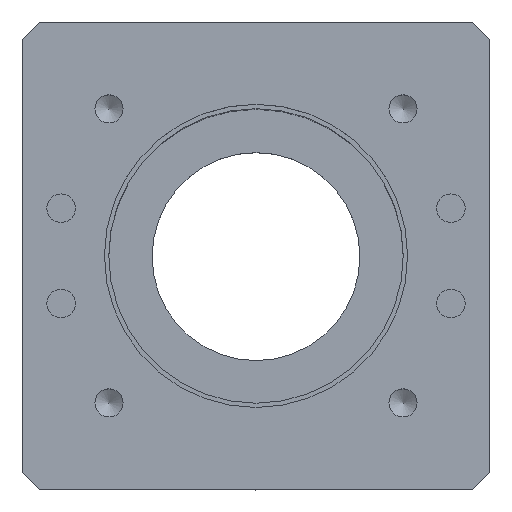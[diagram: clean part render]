
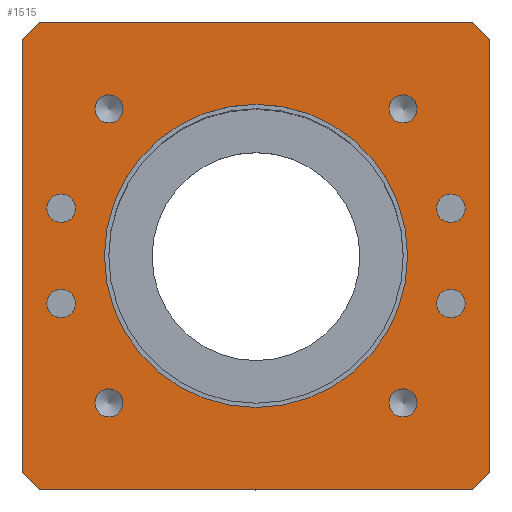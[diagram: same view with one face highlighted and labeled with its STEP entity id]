
A CAD part, top view. The second image highlights one B-rep face of the part: STEP entity #1515.
In plain terms, the highlighted planar face has unit normal (0, 0, 1).
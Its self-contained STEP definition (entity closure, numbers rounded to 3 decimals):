
#26=FACE_BOUND('',#285,.T.);
#27=FACE_BOUND('',#286,.T.);
#28=FACE_BOUND('',#287,.T.);
#29=FACE_BOUND('',#288,.T.);
#30=FACE_BOUND('',#289,.T.);
#31=FACE_BOUND('',#290,.T.);
#32=FACE_BOUND('',#291,.T.);
#33=FACE_BOUND('',#292,.T.);
#34=FACE_BOUND('',#293,.T.);
#100=PLANE('',#1680);
#186=FACE_OUTER_BOUND('',#284,.T.);
#284=EDGE_LOOP('',(#1325,#1326,#1327,#1328,#1329,#1330,#1331,#1332));
#285=EDGE_LOOP('',(#1333));
#286=EDGE_LOOP('',(#1334));
#287=EDGE_LOOP('',(#1335));
#288=EDGE_LOOP('',(#1336));
#289=EDGE_LOOP('',(#1337,#1338));
#290=EDGE_LOOP('',(#1339,#1340));
#291=EDGE_LOOP('',(#1341,#1342));
#292=EDGE_LOOP('',(#1343,#1344));
#293=EDGE_LOOP('',(#1345));
#411=LINE('',#2471,#552);
#417=LINE('',#2485,#558);
#420=LINE('',#2491,#561);
#424=LINE('',#2502,#565);
#430=LINE('',#2515,#571);
#433=LINE('',#2521,#574);
#437=LINE('',#2529,#578);
#438=LINE('',#2531,#579);
#552=VECTOR('',#2035,10.);
#558=VECTOR('',#2047,10.);
#561=VECTOR('',#2052,10.);
#565=VECTOR('',#2062,10.);
#571=VECTOR('',#2074,10.);
#574=VECTOR('',#2079,10.);
#578=VECTOR('',#2089,10.);
#579=VECTOR('',#2092,10.);
#598=CIRCLE('',#1549,1.65);
#600=CIRCLE('',#1553,1.65);
#602=CIRCLE('',#1557,1.65);
#604=CIRCLE('',#1561,1.65);
#623=CIRCLE('',#1627,1.621);
#624=CIRCLE('',#1628,1.621);
#627=CIRCLE('',#1633,1.621);
#628=CIRCLE('',#1634,1.621);
#631=CIRCLE('',#1639,1.621);
#632=CIRCLE('',#1640,1.621);
#635=CIRCLE('',#1645,1.621);
#636=CIRCLE('',#1646,1.621);
#637=CIRCLE('',#1648,17.5);
#661=VERTEX_POINT('',#2156);
#663=VERTEX_POINT('',#2163);
#665=VERTEX_POINT('',#2170);
#667=VERTEX_POINT('',#2177);
#735=VERTEX_POINT('',#2393);
#736=VERTEX_POINT('',#2394);
#740=VERTEX_POINT('',#2406);
#741=VERTEX_POINT('',#2407);
#745=VERTEX_POINT('',#2419);
#746=VERTEX_POINT('',#2420);
#750=VERTEX_POINT('',#2432);
#751=VERTEX_POINT('',#2433);
#752=VERTEX_POINT('',#2438);
#762=VERTEX_POINT('',#2469);
#763=VERTEX_POINT('',#2470);
#768=VERTEX_POINT('',#2484);
#770=VERTEX_POINT('',#2490);
#773=VERTEX_POINT('',#2500);
#774=VERTEX_POINT('',#2501);
#778=VERTEX_POINT('',#2514);
#780=VERTEX_POINT('',#2520);
#801=EDGE_CURVE('',#661,#661,#598,.T.);
#804=EDGE_CURVE('',#663,#663,#600,.T.);
#807=EDGE_CURVE('',#665,#665,#602,.T.);
#810=EDGE_CURVE('',#667,#667,#604,.T.);
#910=EDGE_CURVE('',#735,#736,#623,.T.);
#911=EDGE_CURVE('',#736,#735,#624,.T.);
#916=EDGE_CURVE('',#740,#741,#627,.T.);
#917=EDGE_CURVE('',#741,#740,#628,.T.);
#922=EDGE_CURVE('',#745,#746,#631,.T.);
#923=EDGE_CURVE('',#746,#745,#632,.T.);
#928=EDGE_CURVE('',#750,#751,#635,.T.);
#929=EDGE_CURVE('',#751,#750,#636,.T.);
#931=EDGE_CURVE('',#752,#752,#637,.T.);
#945=EDGE_CURVE('',#762,#763,#411,.T.);
#952=EDGE_CURVE('',#768,#763,#417,.T.);
#955=EDGE_CURVE('',#768,#770,#420,.T.);
#960=EDGE_CURVE('',#773,#774,#424,.T.);
#967=EDGE_CURVE('',#778,#774,#430,.T.);
#970=EDGE_CURVE('',#778,#780,#433,.T.);
#975=EDGE_CURVE('',#773,#770,#437,.T.);
#976=EDGE_CURVE('',#762,#780,#438,.T.);
#1325=ORIENTED_EDGE('',*,*,#945,.F.);
#1326=ORIENTED_EDGE('',*,*,#976,.T.);
#1327=ORIENTED_EDGE('',*,*,#970,.F.);
#1328=ORIENTED_EDGE('',*,*,#967,.T.);
#1329=ORIENTED_EDGE('',*,*,#960,.F.);
#1330=ORIENTED_EDGE('',*,*,#975,.T.);
#1331=ORIENTED_EDGE('',*,*,#955,.F.);
#1332=ORIENTED_EDGE('',*,*,#952,.T.);
#1333=ORIENTED_EDGE('',*,*,#801,.T.);
#1334=ORIENTED_EDGE('',*,*,#804,.T.);
#1335=ORIENTED_EDGE('',*,*,#807,.T.);
#1336=ORIENTED_EDGE('',*,*,#810,.T.);
#1337=ORIENTED_EDGE('',*,*,#910,.T.);
#1338=ORIENTED_EDGE('',*,*,#911,.T.);
#1339=ORIENTED_EDGE('',*,*,#916,.T.);
#1340=ORIENTED_EDGE('',*,*,#917,.T.);
#1341=ORIENTED_EDGE('',*,*,#922,.T.);
#1342=ORIENTED_EDGE('',*,*,#923,.T.);
#1343=ORIENTED_EDGE('',*,*,#928,.T.);
#1344=ORIENTED_EDGE('',*,*,#929,.T.);
#1345=ORIENTED_EDGE('',*,*,#931,.T.);
#1515=ADVANCED_FACE('',(#186,#26,#27,#28,#29,#30,#31,#32,#33,#34),#100,
 .T.);
#1549=AXIS2_PLACEMENT_3D('',#2158,#1708,#1709);
#1553=AXIS2_PLACEMENT_3D('',#2165,#1717,#1718);
#1557=AXIS2_PLACEMENT_3D('',#2172,#1726,#1727);
#1561=AXIS2_PLACEMENT_3D('',#2179,#1735,#1736);
#1627=AXIS2_PLACEMENT_3D('',#2395,#1948,#1949);
#1628=AXIS2_PLACEMENT_3D('',#2396,#1950,#1951);
#1633=AXIS2_PLACEMENT_3D('',#2408,#1962,#1963);
#1634=AXIS2_PLACEMENT_3D('',#2409,#1964,#1965);
#1639=AXIS2_PLACEMENT_3D('',#2421,#1976,#1977);
#1640=AXIS2_PLACEMENT_3D('',#2422,#1978,#1979);
#1645=AXIS2_PLACEMENT_3D('',#2434,#1990,#1991);
#1646=AXIS2_PLACEMENT_3D('',#2435,#1992,#1993);
#1648=AXIS2_PLACEMENT_3D('',#2439,#1997,#1998);
#1680=AXIS2_PLACEMENT_3D('',#2532,#2093,#2094);
#1708=DIRECTION('center_axis',(0.,0.,-1.));
#1709=DIRECTION('ref_axis',(1.,0.,0.));
#1717=DIRECTION('center_axis',(0.,0.,-1.));
#1718=DIRECTION('ref_axis',(1.,0.,0.));
#1726=DIRECTION('center_axis',(0.,0.,-1.));
#1727=DIRECTION('ref_axis',(1.,0.,0.));
#1735=DIRECTION('center_axis',(0.,0.,-1.));
#1736=DIRECTION('ref_axis',(1.,0.,0.));
#1948=DIRECTION('center_axis',(0.,0.,-1.));
#1949=DIRECTION('ref_axis',(0.,-1.,0.));
#1950=DIRECTION('center_axis',(0.,0.,-1.));
#1951=DIRECTION('ref_axis',(0.,-1.,0.));
#1962=DIRECTION('center_axis',(0.,0.,-1.));
#1963=DIRECTION('ref_axis',(-1.,0.,0.));
#1964=DIRECTION('center_axis',(0.,0.,-1.));
#1965=DIRECTION('ref_axis',(-1.,0.,0.));
#1976=DIRECTION('center_axis',(0.,0.,-1.));
#1977=DIRECTION('ref_axis',(0.,1.,0.));
#1978=DIRECTION('center_axis',(0.,0.,-1.));
#1979=DIRECTION('ref_axis',(0.,1.,0.));
#1990=DIRECTION('center_axis',(0.,0.,-1.));
#1991=DIRECTION('ref_axis',(1.,0.,0.));
#1992=DIRECTION('center_axis',(0.,0.,-1.));
#1993=DIRECTION('ref_axis',(1.,0.,0.));
#1997=DIRECTION('center_axis',(0.,0.,-1.));
#1998=DIRECTION('ref_axis',(-1.,0.,0.));
#2035=DIRECTION('',(0.707,0.707,0.));
#2047=DIRECTION('',(-1.,0.,0.));
#2052=DIRECTION('',(0.707,-0.707,0.));
#2062=DIRECTION('',(-0.707,-0.707,0.));
#2074=DIRECTION('',(1.,0.,0.));
#2079=DIRECTION('',(-0.707,0.707,0.));
#2089=DIRECTION('',(0.,1.,0.));
#2092=DIRECTION('',(0.,-1.,0.));
#2093=DIRECTION('center_axis',(0.,0.,1.));
#2094=DIRECTION('ref_axis',(1.,0.,0.));
#2156=CARTESIAN_POINT('',(20.85,5.5,51.4));
#2158=CARTESIAN_POINT('Origin',(22.5,5.5,51.4));
#2163=CARTESIAN_POINT('',(-24.15,5.5,51.4));
#2165=CARTESIAN_POINT('Origin',(-22.5,5.5,51.4));
#2170=CARTESIAN_POINT('',(-24.15,-5.5,51.4));
#2172=CARTESIAN_POINT('Origin',(-22.5,-5.5,51.4));
#2177=CARTESIAN_POINT('',(20.85,-5.5,51.4));
#2179=CARTESIAN_POINT('Origin',(22.5,-5.5,51.4));
#2393=CARTESIAN_POINT('',(-16.971,15.35,51.4));
#2394=CARTESIAN_POINT('',(-16.971,18.592,51.4));
#2395=CARTESIAN_POINT('Origin',(-16.971,16.971,51.4));
#2396=CARTESIAN_POINT('Origin',(-16.971,16.971,51.4));
#2406=CARTESIAN_POINT('',(15.35,16.971,51.4));
#2407=CARTESIAN_POINT('',(18.592,16.971,51.4));
#2408=CARTESIAN_POINT('Origin',(16.971,16.971,51.4));
#2409=CARTESIAN_POINT('Origin',(16.971,16.971,51.4));
#2419=CARTESIAN_POINT('',(16.971,-15.35,51.4));
#2420=CARTESIAN_POINT('',(16.971,-18.592,51.4));
#2421=CARTESIAN_POINT('Origin',(16.971,-16.971,51.4));
#2422=CARTESIAN_POINT('Origin',(16.971,-16.971,51.4));
#2432=CARTESIAN_POINT('',(-15.35,-16.971,51.4));
#2433=CARTESIAN_POINT('',(-18.592,-16.971,51.4));
#2434=CARTESIAN_POINT('Origin',(-16.971,-16.971,51.4));
#2435=CARTESIAN_POINT('Origin',(-16.971,-16.971,51.4));
#2438=CARTESIAN_POINT('',(17.5,0.,51.4));
#2439=CARTESIAN_POINT('Origin',(0.,0.,51.4));
#2469=CARTESIAN_POINT('',(-27.,25.,51.4));
#2470=CARTESIAN_POINT('',(-25.,27.,51.4));
#2471=CARTESIAN_POINT('',(-26.,26.,51.4));
#2484=CARTESIAN_POINT('',(25.,27.,51.4));
#2485=CARTESIAN_POINT('',(-27.,27.,51.4));
#2490=CARTESIAN_POINT('',(27.,25.,51.4));
#2491=CARTESIAN_POINT('',(26.,26.,51.4));
#2500=CARTESIAN_POINT('',(27.,-25.,51.4));
#2501=CARTESIAN_POINT('',(25.,-27.,51.4));
#2502=CARTESIAN_POINT('',(26.,-26.,51.4));
#2514=CARTESIAN_POINT('',(-25.,-27.,51.4));
#2515=CARTESIAN_POINT('',(27.,-27.,51.4));
#2520=CARTESIAN_POINT('',(-27.,-25.,51.4));
#2521=CARTESIAN_POINT('',(-26.,-26.,51.4));
#2529=CARTESIAN_POINT('',(27.,27.,51.4));
#2531=CARTESIAN_POINT('',(-27.,-27.,51.4));
#2532=CARTESIAN_POINT('Origin',(0.,0.,51.4));
